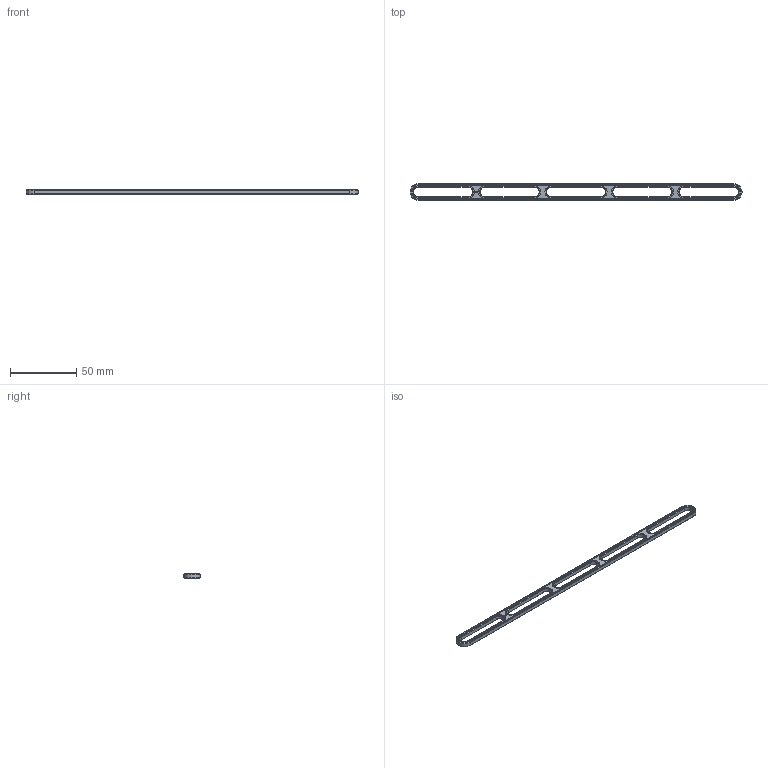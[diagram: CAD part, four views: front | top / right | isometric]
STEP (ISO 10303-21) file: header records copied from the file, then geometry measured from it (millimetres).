
FILE_DESCRIPTION(('FreeCAD Model'),'2;1');
FILE_NAME('Open CASCADE Shape Model','2021-03-28T15:44:48',('Author'),( ''),'Open CASCADE STEP processor 7.4','FreeCAD','Unknown');
FILE_SCHEMA(('AUTOMOTIVE_DESIGN { 1 0 10303 214 1 1 1 1 }'));
Length unit declared in the file: millimetre
Products named in the file (1): Brace_STR_SLT_SQT_ERR_BU20x01x00.25x04_-_SPN-BRC-0441_(stemfie.org)
Bounding box: 250 x 12.5 x 3.12 mm (x, y, z)
Volume: 4773.3 mm3; surface area: 6151.8 mm2
Topology: 1 solids, 1 shells, 607 faces, 1631 edges, 1062 vertices
Faces by surface type: plane 417, extrusion 142, cone 24, cylinder 24
Entity records: 41058 total; most frequent: CARTESIAN_POINT 9271, DIRECTION 5339, VECTOR 4119, LINE 3977, ORIENTED_EDGE 3262, PCURVE 3262, DEFINITIONAL_REPRESENTATION 3262, EDGE_CURVE 1631
